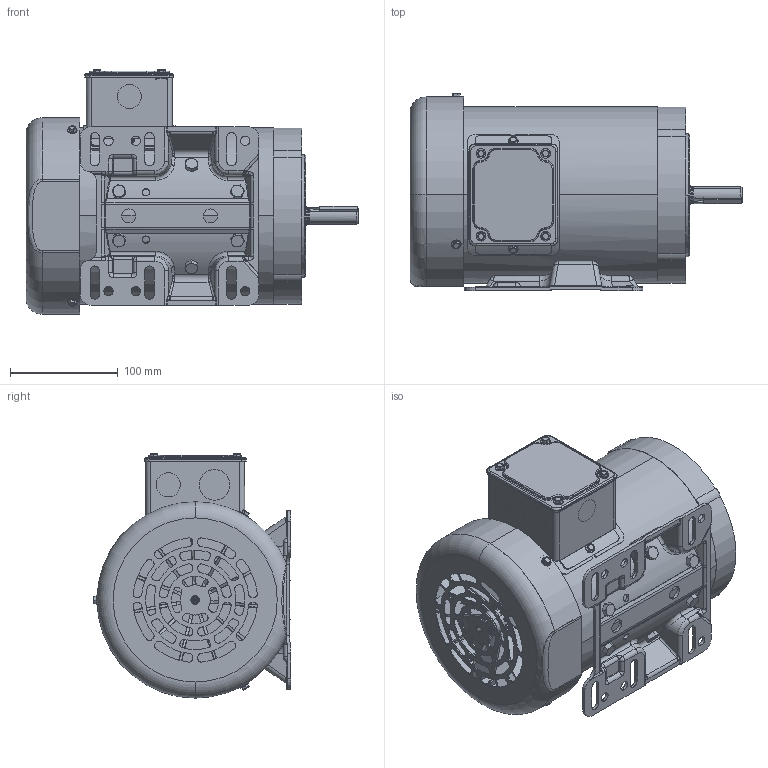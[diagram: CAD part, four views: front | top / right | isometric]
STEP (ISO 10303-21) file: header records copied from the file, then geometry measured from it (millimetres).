
FILE_DESCRIPTION (( 'STEP AP203' ), '1' );
FILE_NAME ('NS56HC1-4,2-4,3-4,1-2,2-2.STEP', '2016-01-12T03:09:02', ( 'USER' ), ( 'CHINA' ), 'SwSTEP 2.0', 'SolidWorks 2014', '' );
FILE_SCHEMA (( 'CONFIG_CONTROL_DESIGN' ));
Length unit declared in the file: millimetre
Products named in the file (1): NS56HC1-4,2-4,3-4,1-2,2-2
Bounding box: 308.5 x 183.73 x 227.03 mm (x, y, z)
Volume: 814884.8 mm3; surface area: 644188 mm2
Topology: 36 solids, 36 shells, 2773 faces, 7000 edges, 4291 vertices
Faces by surface type: cylinder 887, plane 773, bspline 610, cone 225, torus 172, sphere 106
Entity records: 110609 total; most frequent: CARTESIAN_POINT 48732, ORIENTED_EDGE 13854, DIRECTION 11795, EDGE_CURVE 6927, AXIS2_PLACEMENT_3D 4731, VERTEX_POINT 4289, EDGE_LOOP 3038, ADVANCED_FACE 2773
